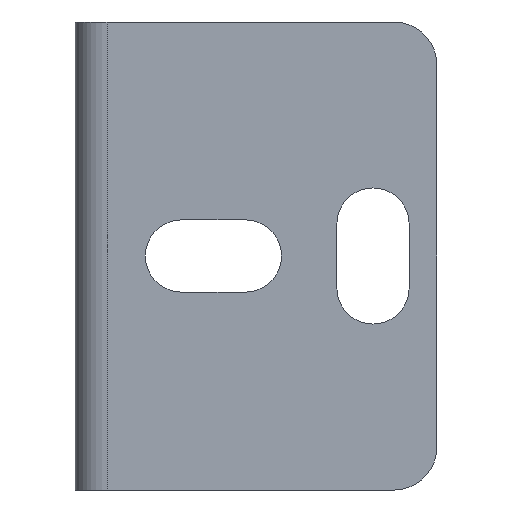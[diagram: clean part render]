
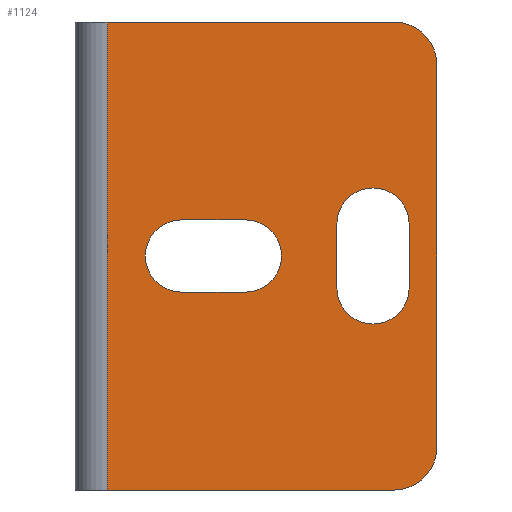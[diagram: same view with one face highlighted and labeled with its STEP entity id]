
A CAD part, front view. The second image highlights one B-rep face of the part: STEP entity #1124.
In plain terms, the highlighted planar face has unit normal (0, -1, 0).
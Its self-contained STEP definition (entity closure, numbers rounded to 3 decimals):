
#78=DIRECTION('',(1.,0.,0.));
#79=VECTOR('',#78,13.5);
#80=CARTESIAN_POINT('',(-3.4,-29.3,-21.8));
#81=LINE('',#80,#79);
#339=DIRECTION('',(-1.,0.,0.));
#340=VECTOR('',#339,13.5);
#341=CARTESIAN_POINT('',(10.1,-29.3,0.2));
#342=LINE('',#341,#340);
#375=DIRECTION('',(0.,0.,1.));
#376=VECTOR('',#375,18.);
#377=CARTESIAN_POINT('',(12.1,-29.3,-19.8));
#378=LINE('',#377,#376);
#396=CARTESIAN_POINT('',(10.1,-29.3,-1.8));
#397=DIRECTION('',(0.,1.,0.));
#398=DIRECTION('',(0.,0.,1.));
#399=AXIS2_PLACEMENT_3D('',#396,#397,#398);
#404=CARTESIAN_POINT('',(10.1,-29.3,-19.8));
#405=DIRECTION('',(0.,1.,0.));
#406=DIRECTION('',(1.,0.,0.));
#407=AXIS2_PLACEMENT_3D('',#404,#405,#406);
#412=CARTESIAN_POINT('',(0.1,-29.3,-10.8));
#413=DIRECTION('',(0.,-1.,0.));
#414=DIRECTION('',(0.,0.,1.));
#415=AXIS2_PLACEMENT_3D('',#412,#413,#414);
#420=DIRECTION('',(1.,0.,0.));
#421=VECTOR('',#420,3.);
#422=CARTESIAN_POINT('',(0.1,-29.3,-12.5));
#423=LINE('',#422,#421);
#427=CARTESIAN_POINT('',(3.1,-29.3,-10.8));
#428=DIRECTION('',(0.,-1.,0.));
#429=DIRECTION('',(0.,0.,-1.));
#430=AXIS2_PLACEMENT_3D('',#427,#428,#429);
#435=DIRECTION('',(-1.,0.,0.));
#436=VECTOR('',#435,3.);
#437=CARTESIAN_POINT('',(3.1,-29.3,-9.1));
#438=LINE('',#437,#436);
#442=CARTESIAN_POINT('',(9.1,-29.3,-9.3));
#443=DIRECTION('',(0.,-1.,0.));
#444=DIRECTION('',(1.,0.,0.));
#445=AXIS2_PLACEMENT_3D('',#442,#443,#444);
#450=CARTESIAN_POINT('',(9.1,-29.3,-9.3));
#451=DIRECTION('',(0.,-1.,0.));
#452=DIRECTION('',(0.,0.,1.));
#453=AXIS2_PLACEMENT_3D('',#450,#451,#452);
#458=DIRECTION('',(0.,0.,-1.));
#459=VECTOR('',#458,3.);
#460=CARTESIAN_POINT('',(7.4,-29.3,-9.3));
#461=LINE('',#460,#459);
#465=CARTESIAN_POINT('',(9.1,-29.3,-12.3));
#466=DIRECTION('',(0.,-1.,0.));
#467=DIRECTION('',(-1.,0.,0.));
#468=AXIS2_PLACEMENT_3D('',#465,#466,#467);
#473=CARTESIAN_POINT('',(9.1,-29.3,-12.3));
#474=DIRECTION('',(0.,-1.,0.));
#475=DIRECTION('',(0.,0.,-1.));
#476=AXIS2_PLACEMENT_3D('',#473,#474,#475);
#481=DIRECTION('',(0.,0.,1.));
#482=VECTOR('',#481,3.);
#483=CARTESIAN_POINT('',(10.8,-29.3,-12.3));
#484=LINE('',#483,#482);
#495=DIRECTION('',(0.,0.,-1.));
#496=VECTOR('',#495,22.);
#497=CARTESIAN_POINT('',(-3.4,-29.3,0.2));
#498=LINE('',#497,#496);
#773=CARTESIAN_POINT('',(-3.4,-29.3,-21.8));
#774=VERTEX_POINT('',#773);
#775=CARTESIAN_POINT('',(10.1,-29.3,-21.8));
#776=VERTEX_POINT('',#775);
#837=CARTESIAN_POINT('',(10.1,-29.3,0.2));
#838=VERTEX_POINT('',#837);
#839=CARTESIAN_POINT('',(-3.4,-29.3,0.2));
#840=VERTEX_POINT('',#839);
#845=CARTESIAN_POINT('',(12.1,-29.3,-1.8));
#846=VERTEX_POINT('',#845);
#847=CARTESIAN_POINT('',(12.1,-29.3,-19.8));
#848=VERTEX_POINT('',#847);
#849=CARTESIAN_POINT('',(0.1,-29.3,-9.1));
#850=CARTESIAN_POINT('',(0.1,-29.3,-12.5));
#851=VERTEX_POINT('',#849);
#852=VERTEX_POINT('',#850);
#853=CARTESIAN_POINT('',(3.1,-29.3,-12.5));
#854=VERTEX_POINT('',#853);
#855=CARTESIAN_POINT('',(3.1,-29.3,-9.1));
#856=VERTEX_POINT('',#855);
#857=CARTESIAN_POINT('',(10.8,-29.3,-9.3));
#858=CARTESIAN_POINT('',(9.1,-29.3,-7.6));
#859=VERTEX_POINT('',#857);
#860=VERTEX_POINT('',#858);
#861=CARTESIAN_POINT('',(7.4,-29.3,-9.3));
#862=VERTEX_POINT('',#861);
#863=CARTESIAN_POINT('',(7.4,-29.3,-12.3));
#864=VERTEX_POINT('',#863);
#865=CARTESIAN_POINT('',(9.1,-29.3,-14.));
#866=VERTEX_POINT('',#865);
#867=CARTESIAN_POINT('',(10.8,-29.3,-12.3));
#868=VERTEX_POINT('',#867);
#1086=CARTESIAN_POINT('',(4.35,-29.3,-10.8));
#1087=DIRECTION('',(0.,1.,0.));
#1088=DIRECTION('',(1.,0.,0.));
#1089=AXIS2_PLACEMENT_3D('',#1086,#1087,#1088);
#1090=PLANE('',#1089);
#1092=ORIENTED_EDGE('',*,*,#1091,.F.);
#1093=ORIENTED_EDGE('',*,*,#1034,.F.);
#1094=ORIENTED_EDGE('',*,*,#1053,.T.);
#1095=ORIENTED_EDGE('',*,*,#1066,.F.);
#1096=ORIENTED_EDGE('',*,*,#1078,.T.);
#1097=ORIENTED_EDGE('',*,*,#914,.F.);
#1098=EDGE_LOOP('',(#1092,#1093,#1094,#1095,#1096,#1097));
#1099=FACE_OUTER_BOUND('',#1098,.F.);
#1101=ORIENTED_EDGE('',*,*,#1100,.T.);
#1103=ORIENTED_EDGE('',*,*,#1102,.T.);
#1105=ORIENTED_EDGE('',*,*,#1104,.T.);
#1107=ORIENTED_EDGE('',*,*,#1106,.T.);
#1108=EDGE_LOOP('',(#1101,#1103,#1105,#1107));
#1109=FACE_BOUND('',#1108,.F.);
#1111=ORIENTED_EDGE('',*,*,#1110,.T.);
#1113=ORIENTED_EDGE('',*,*,#1112,.T.);
#1115=ORIENTED_EDGE('',*,*,#1114,.T.);
#1117=ORIENTED_EDGE('',*,*,#1116,.T.);
#1119=ORIENTED_EDGE('',*,*,#1118,.T.);
#1121=ORIENTED_EDGE('',*,*,#1120,.T.);
#1122=EDGE_LOOP('',(#1111,#1113,#1115,#1117,#1119,#1121));
#1123=FACE_BOUND('',#1122,.F.);
#1124=ADVANCED_FACE('',(#1099,#1109,#1123),#1090,.F.);
#400=CIRCLE('',#399,2.);
#408=CIRCLE('',#407,2.);
#416=CIRCLE('',#415,1.7);
#431=CIRCLE('',#430,1.7);
#446=CIRCLE('',#445,1.7);
#454=CIRCLE('',#453,1.7);
#469=CIRCLE('',#468,1.7);
#477=CIRCLE('',#476,1.7);
#914=EDGE_CURVE('',#774,#776,#81,.T.);
#1034=EDGE_CURVE('',#838,#840,#342,.T.);
#1053=EDGE_CURVE('',#838,#846,#400,.T.);
#1066=EDGE_CURVE('',#848,#846,#378,.T.);
#1078=EDGE_CURVE('',#848,#776,#408,.T.);
#1091=EDGE_CURVE('',#840,#774,#498,.T.);
#1100=EDGE_CURVE('',#851,#852,#416,.T.);
#1102=EDGE_CURVE('',#852,#854,#423,.T.);
#1104=EDGE_CURVE('',#854,#856,#431,.T.);
#1106=EDGE_CURVE('',#856,#851,#438,.T.);
#1110=EDGE_CURVE('',#859,#860,#446,.T.);
#1112=EDGE_CURVE('',#860,#862,#454,.T.);
#1114=EDGE_CURVE('',#862,#864,#461,.T.);
#1116=EDGE_CURVE('',#864,#866,#469,.T.);
#1118=EDGE_CURVE('',#866,#868,#477,.T.);
#1120=EDGE_CURVE('',#868,#859,#484,.T.);
